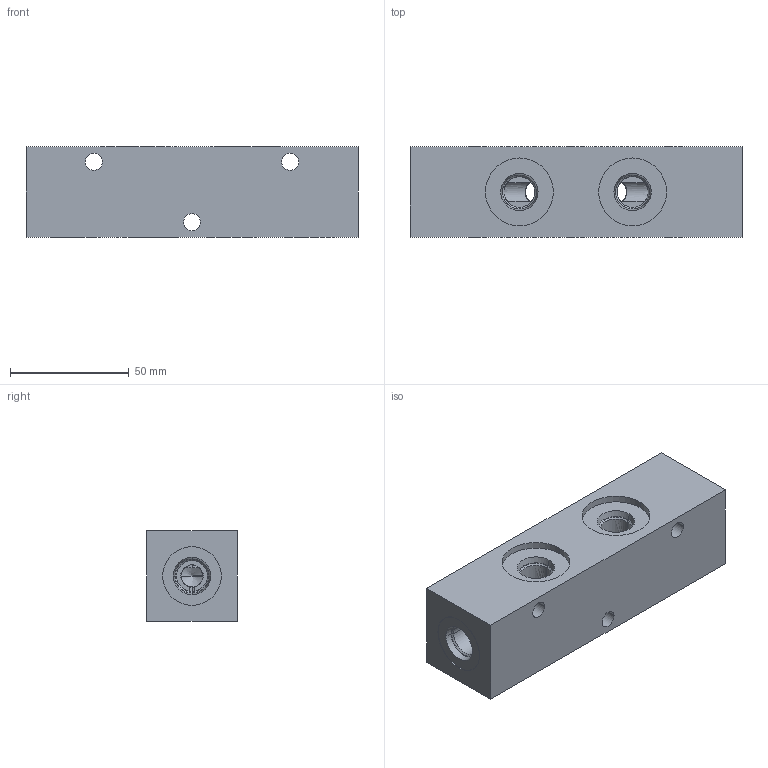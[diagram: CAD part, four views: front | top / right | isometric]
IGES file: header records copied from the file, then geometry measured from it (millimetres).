
Start section:  PTC IGES file: ilc31426424.igs
Global section: file name: ilc31426424.igs; native system: Pro/ENGINEER by Parametric Technology Corporation; preprocessor: 2007460; author: jdw; organization: Unknown; date: 20120215.104505; units: inch
Bounding box: 139.7 x 38.1 x 38.1 mm (x, y, z)
Surface area: 35895.1 mm2 (no closed solid volume)
Topology: 0 solids, 0 shells, 134 faces, 656 edges, 652 vertices
Faces by surface type: revolution 98, bspline 36
